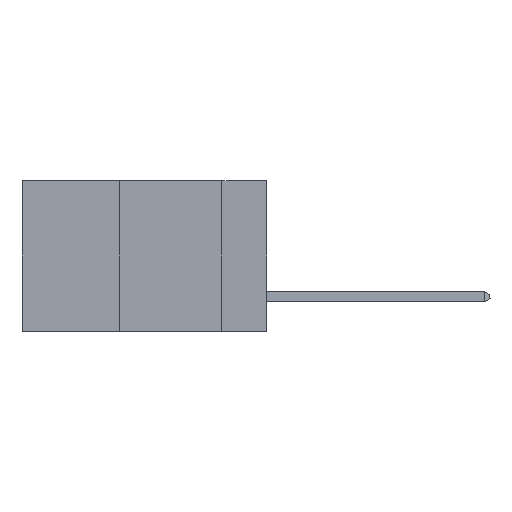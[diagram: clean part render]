
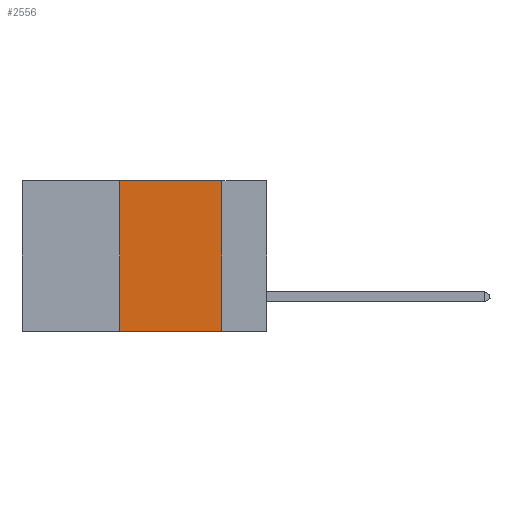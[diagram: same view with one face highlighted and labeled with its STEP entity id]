
A CAD part, left-side view. The second image highlights one B-rep face of the part: STEP entity #2556.
In plain terms, the highlighted planar face has unit normal (-1, 0, 0).
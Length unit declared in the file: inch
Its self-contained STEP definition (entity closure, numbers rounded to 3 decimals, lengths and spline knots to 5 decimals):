
#50 = EDGE_LOOP ( 'NONE', ( #1658, #8886, #14385, #18566 ) ) ;
#1658 = ORIENTED_EDGE ( 'NONE', *, *, #12276, .F. ) ;
#2422 = VERTEX_POINT ( 'NONE', #24996 ) ;
#2556 = ADVANCED_FACE ( 'NONE', ( #2930 ), #7262, .F. ) ;
#2877 = CARTESIAN_POINT ( 'NONE',  ( 0., 0.6, 0. ) ) ;
#2930 = FACE_OUTER_BOUND ( 'NONE', #50, .T. ) ;
#5718 = VERTEX_POINT ( 'NONE', #19459 ) ;
#7072 = DIRECTION ( 'NONE',  ( 0., 0., -1. ) ) ;
#7195 = CARTESIAN_POINT ( 'NONE',  ( 0., 0.6, -0.37 ) ) ;
#7262 = PLANE ( 'NONE',  #17053 ) ;
#7882 = LINE ( 'NONE', #7195, #9472 ) ;
#8886 = ORIENTED_EDGE ( 'NONE', *, *, #9909, .F. ) ;
#9081 = CARTESIAN_POINT ( 'NONE',  ( 0., 0.6, 0. ) ) ;
#9472 = VECTOR ( 'NONE', #13641, 39.37008 ) ;
#9909 = EDGE_CURVE ( 'NONE', #25767, #13406, #16249, .T. ) ;
#10338 = CARTESIAN_POINT ( 'NONE',  ( 0., 0.36, 0. ) ) ;
#11321 = DIRECTION ( 'NONE',  ( 1., 0., 0. ) ) ;
#11594 = LINE ( 'NONE', #23105, #13584 ) ;
#12276 = EDGE_CURVE ( 'NONE', #13406, #5718, #11594, .T. ) ;
#12961 = VECTOR ( 'NONE', #14335, 39.37008 ) ;
#13406 = VERTEX_POINT ( 'NONE', #24463 ) ;
#13584 = VECTOR ( 'NONE', #23475, 39.37008 ) ;
#13641 = DIRECTION ( 'NONE',  ( 0., -1., 0. ) ) ;
#14284 = LINE ( 'NONE', #10338, #12961 ) ;
#14335 = DIRECTION ( 'NONE',  ( 0., 0., 1. ) ) ;
#14385 = ORIENTED_EDGE ( 'NONE', *, *, #22391, .F. ) ;
#16249 = LINE ( 'NONE', #2877, #26330 ) ;
#17053 = AXIS2_PLACEMENT_3D ( 'NONE', #9081, #11321, #7072 ) ;
#18566 = ORIENTED_EDGE ( 'NONE', *, *, #19469, .T. ) ;
#19459 = CARTESIAN_POINT ( 'NONE',  ( 0., 0.11, -0.37 ) ) ;
#19469 = EDGE_CURVE ( 'NONE', #2422, #5718, #7882, .T. ) ;
#22391 = EDGE_CURVE ( 'NONE', #2422, #25767, #14284, .T. ) ;
#23105 = CARTESIAN_POINT ( 'NONE',  ( 0., 0.11, 0. ) ) ;
#23475 = DIRECTION ( 'NONE',  ( 0., 0., -1. ) ) ;
#24463 = CARTESIAN_POINT ( 'NONE',  ( 0., 0.11, 0. ) ) ;
#24996 = CARTESIAN_POINT ( 'NONE',  ( 0., 0.36, -0.37 ) ) ;
#25652 = DIRECTION ( 'NONE',  ( 0., -1., 0. ) ) ;
#25767 = VERTEX_POINT ( 'NONE', #26688 ) ;
#26330 = VECTOR ( 'NONE', #25652, 39.37008 ) ;
#26688 = CARTESIAN_POINT ( 'NONE',  ( 0., 0.36, 0. ) ) ;
